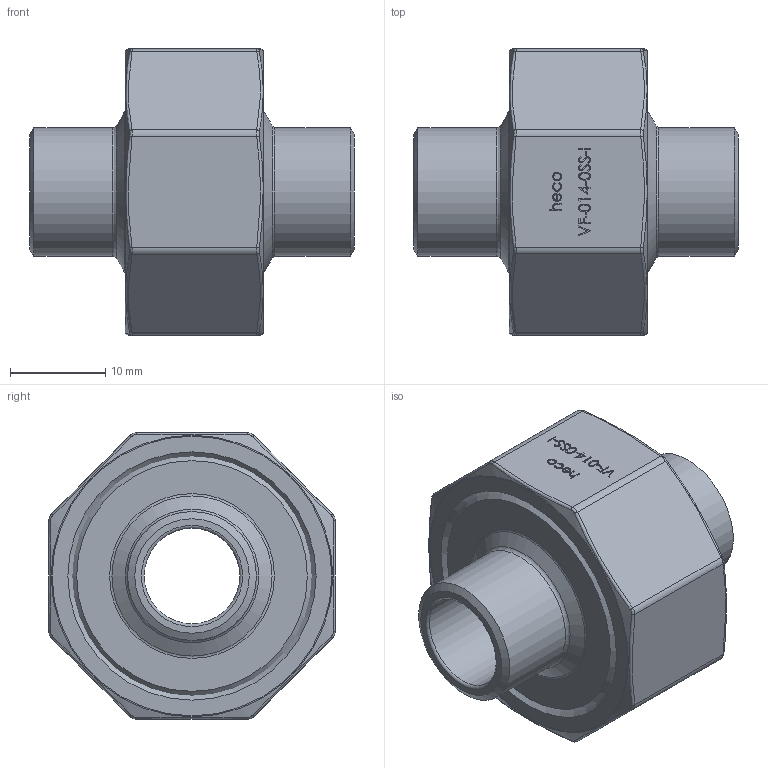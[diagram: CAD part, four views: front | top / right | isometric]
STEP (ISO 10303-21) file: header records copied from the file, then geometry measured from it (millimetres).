
FILE_DESCRIPTION (( 'STEP AP214' ), '1' );
FILE_NAME ('VF-014-0SS-I Verschraubung flach 2201.STEP', '2022-01-25T13:36:02', ( '' ), ( '' ), 'SwSTEP 2.0', 'SolidWorks 2019', '' );
FILE_SCHEMA (( 'AUTOMOTIVE_DESIGN' ));
Length unit declared in the file: millimetre
Products named in the file (1): VF-014-0SS-I Verschraubung flach 2201
Bounding box: 34 x 30 x 30 mm (x, y, z)
Volume: 10409.6 mm3; surface area: 8233.9 mm2
Topology: 4 solids, 4 shells, 278 faces, 682 edges, 437 vertices
Faces by surface type: bspline 115, plane 110, cylinder 21, torus 21, cone 11
Full cylindrical faces by diameter (mm): 10 x2, 13.5 x2, 14 x2, 15 x1, 21 x1, 21.3 x1, 24 x2, 24.38 x1, 26 x1
Entity records: 15725 total; most frequent: CARTESIAN_POINT 7066, ORIENTED_EDGE 1248, DIRECTION 810, EDGE_CURVE 624, VERTEX_POINT 424, EDGE_LOOP 356, FACE_OUTER_BOUND 312, VECTOR 306
